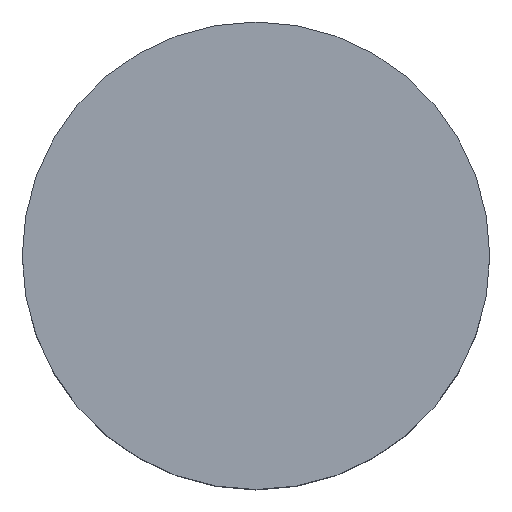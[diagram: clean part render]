
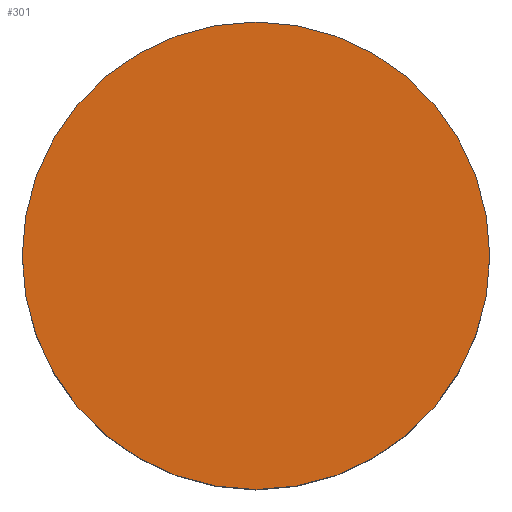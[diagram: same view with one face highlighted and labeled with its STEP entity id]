
A CAD part, top view. The second image highlights one B-rep face of the part: STEP entity #301.
In plain terms, the highlighted planar face has unit normal (0, 0, 1).
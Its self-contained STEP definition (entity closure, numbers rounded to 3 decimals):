
#9 = CARTESIAN_POINT ( 'NONE',  ( 3., 0., 0. ) ) ;
#11 = DIRECTION ( 'NONE',  ( 0., 0., 1. ) ) ;
#28 = CARTESIAN_POINT ( 'NONE',  ( 0., 0., 0. ) ) ;
#55 = CARTESIAN_POINT ( 'NONE',  ( 0., 0., 0. ) ) ;
#87 = CARTESIAN_POINT ( 'NONE',  ( -3., 0., 0. ) ) ;
#92 = ORIENTED_EDGE ( 'NONE', *, *, #213, .T. ) ;
#102 = CIRCLE ( 'NONE', #258, 3. ) ;
#120 = EDGE_LOOP ( 'NONE', ( #92, #319 ) ) ;
#144 = DIRECTION ( 'NONE',  ( 1., 0., 0. ) ) ;
#213 = EDGE_CURVE ( 'NONE', #343, #348, #102, .T. ) ;
#219 = CIRCLE ( 'NONE', #313, 3. ) ;
#220 = DIRECTION ( 'NONE',  ( 0., 0., 1. ) ) ;
#222 = PLANE ( 'NONE',  #352 ) ;
#252 = CARTESIAN_POINT ( 'NONE',  ( 0., 0., 0. ) ) ;
#255 = DIRECTION ( 'NONE',  ( 0., 0., 1. ) ) ;
#258 = AXIS2_PLACEMENT_3D ( 'NONE', #252, #220, #336 ) ;
#277 = EDGE_CURVE ( 'NONE', #348, #343, #219, .T. ) ;
#301 = ADVANCED_FACE ( 'NONE', ( #306 ), #222, .T. ) ;
#306 = FACE_OUTER_BOUND ( 'NONE', #120, .T. ) ;
#311 = DIRECTION ( 'NONE',  ( 1., 0., 0. ) ) ;
#313 = AXIS2_PLACEMENT_3D ( 'NONE', #28, #11, #311 ) ;
#319 = ORIENTED_EDGE ( 'NONE', *, *, #277, .T. ) ;
#336 = DIRECTION ( 'NONE',  ( 1., 0., 0. ) ) ;
#343 = VERTEX_POINT ( 'NONE', #9 ) ;
#348 = VERTEX_POINT ( 'NONE', #87 ) ;
#352 = AXIS2_PLACEMENT_3D ( 'NONE', #55, #255, #144 ) ;
